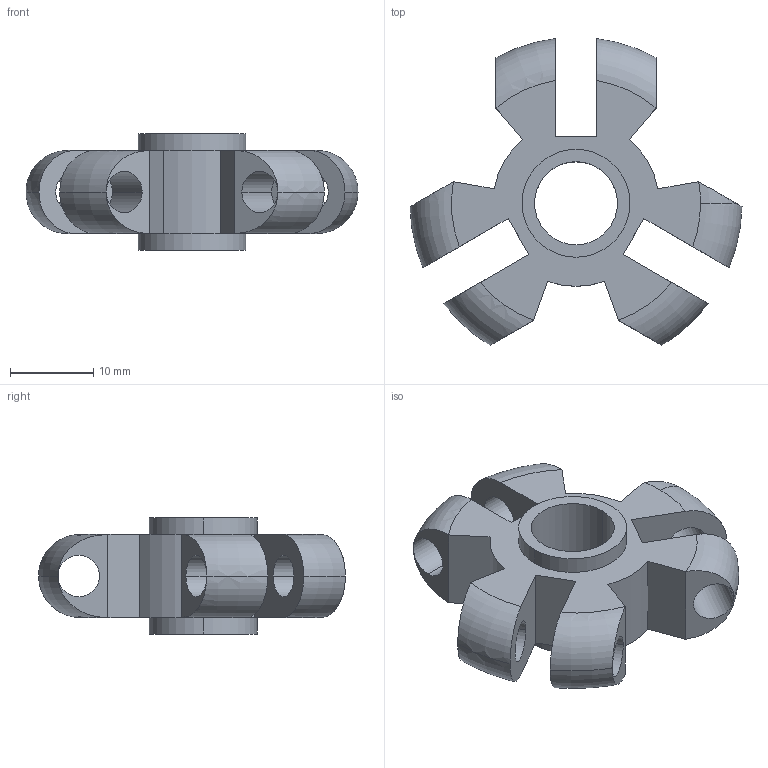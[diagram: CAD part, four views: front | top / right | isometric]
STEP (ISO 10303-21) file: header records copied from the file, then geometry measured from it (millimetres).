
FILE_DESCRIPTION (( 'STEP AP203' ), '1' );
FILE_NAME ('08.STEP', '2014-08-25T10:58:26', ( 'zakaria' ), ( '' ), 'SwSTEP 2.0', 'SolidWorks 2013', '' );
FILE_SCHEMA (( 'CONFIG_CONTROL_DESIGN' ));
Length unit declared in the file: millimetre
Products named in the file (1): 08
Bounding box: 39.99 x 36.95 x 14 mm (x, y, z)
Volume: 5135.8 mm3; surface area: 4142.7 mm2
Topology: 1 solids, 1 shells, 60 faces, 156 edges, 100 vertices
Faces by surface type: plane 25, cylinder 21, torus 14
Entity records: 2365 total; most frequent: CARTESIAN_POINT 781, DIRECTION 316, ORIENTED_EDGE 312, EDGE_CURVE 156, AXIS2_PLACEMENT_3D 125, VERTEX_POINT 100, EDGE_LOOP 76, VECTOR 66
